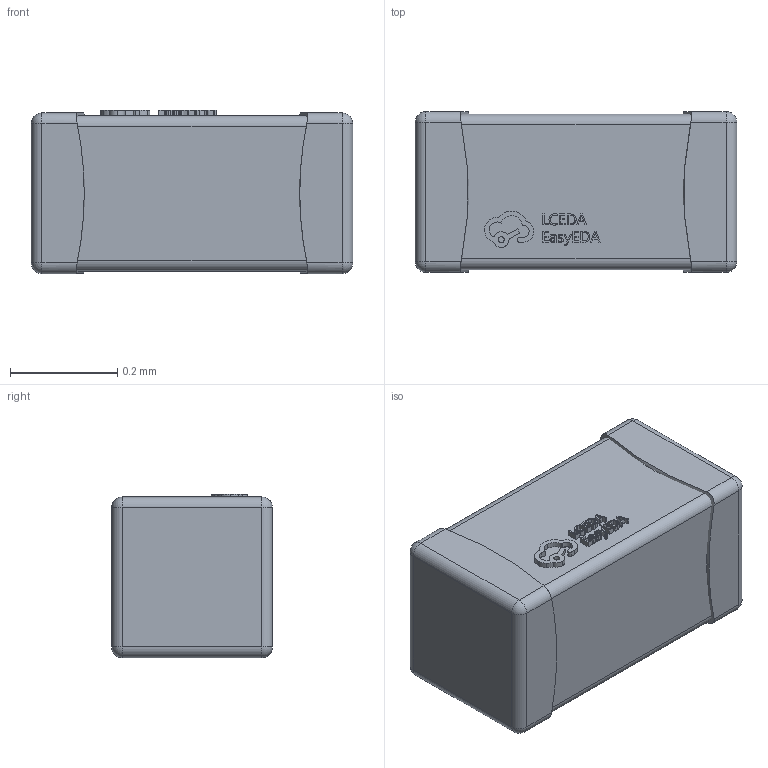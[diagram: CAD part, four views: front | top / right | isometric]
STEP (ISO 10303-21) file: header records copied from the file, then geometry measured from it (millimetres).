
FILE_DESCRIPTION (( 'STEP AP214' ), '1' );
FILE_NAME ('C0201_L0.6-W0.3-H0.3.step', '2022-07-01T06:11:09', ( '' ), ( '' ), 'SwSTEP 2.0', 'SolidWorks 2020', '' );
FILE_SCHEMA (( 'AUTOMOTIVE_DESIGN' ));
Length unit declared in the file: millimetre
Products named in the file (1): C0201_L0.6-W0.3-H0.3
Bounding box: 0.6 x 0.3 x 0.3 mm (x, y, z)
Volume: 0.1 mm3; surface area: 1.4 mm2
Topology: 3 solids, 3 shells, 333 faces, 887 edges, 578 vertices
Faces by surface type: plane 189, bspline 112, cylinder 20, sphere 12
Entity records: 14597 total; most frequent: CARTESIAN_POINT 4015, ORIENTED_EDGE 1758, DIRECTION 1139, EDGE_CURVE 879, LINE 591, VECTOR 591, VERTEX_POINT 578, EDGE_LOOP 359
